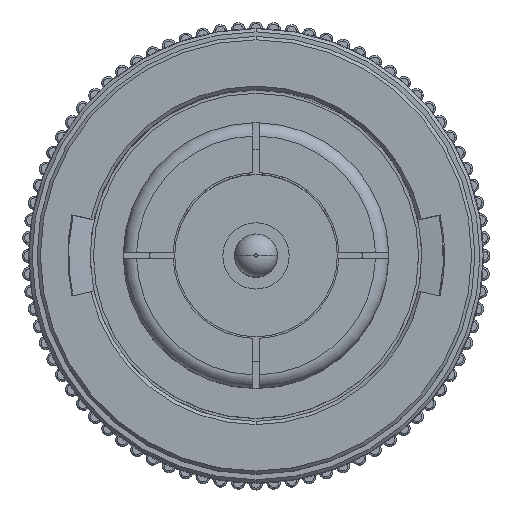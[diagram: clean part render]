
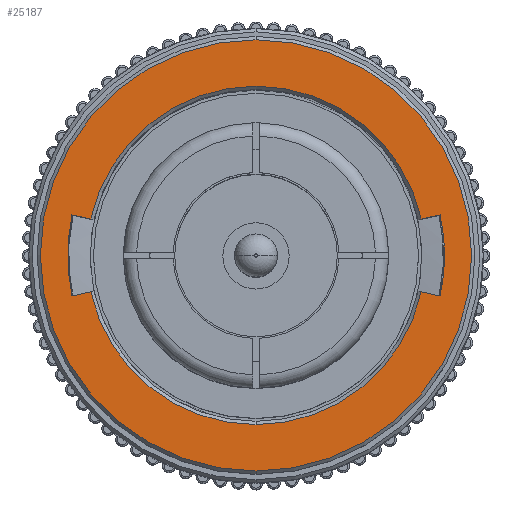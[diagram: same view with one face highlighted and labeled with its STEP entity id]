
A CAD part, top view. The second image highlights one B-rep face of the part: STEP entity #25187.
In plain terms, the highlighted planar face has unit normal (0, 0, 1).
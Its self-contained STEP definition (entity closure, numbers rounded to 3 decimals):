
#80 = DIRECTION ( 'NONE',  ( 0., -1., 0. ) ) ;
#195 = CARTESIAN_POINT ( 'NONE',  ( 0., 0., 13.8 ) ) ;
#337 = VERTEX_POINT ( 'NONE', #29275 ) ;
#767 = CARTESIAN_POINT ( 'NONE',  ( 5.547, 1.222, 13.8 ) ) ;
#1218 = AXIS2_PLACEMENT_3D ( 'NONE', #6153, #22482, #8507 ) ;
#1558 = LINE ( 'NONE', #11860, #25589 ) ;
#1630 = DIRECTION ( 'NONE',  ( 0., 0., 1. ) ) ;
#1885 = ORIENTED_EDGE ( 'NONE', *, *, #24674, .T. ) ;
#2091 = DIRECTION ( 'NONE',  ( 0., -1., 0. ) ) ;
#2525 = DIRECTION ( 'NONE',  ( 0., -1., 0. ) ) ;
#2756 = CARTESIAN_POINT ( 'NONE',  ( 0., 0., 13.8 ) ) ;
#2790 = CARTESIAN_POINT ( 'NONE',  ( -4.981, -1.097, 13.8 ) ) ;
#3049 = ORIENTED_EDGE ( 'NONE', *, *, #15939, .F. ) ;
#3854 = CIRCLE ( 'NONE', #12387, 5.68 ) ;
#3962 = EDGE_LOOP ( 'NONE', ( #22604, #29791 ) ) ;
#4750 = CARTESIAN_POINT ( 'NONE',  ( 0., 0., 13.8 ) ) ;
#4901 = LINE ( 'NONE', #17638, #28265 ) ;
#5014 = VERTEX_POINT ( 'NONE', #29499 ) ;
#5023 = CARTESIAN_POINT ( 'NONE',  ( 4.981, 1.097, 13.8 ) ) ;
#5079 = DIRECTION ( 'NONE',  ( 1., 0., 0. ) ) ;
#5160 = DIRECTION ( 'NONE',  ( -0.977, -0.215, 0. ) ) ;
#5247 = EDGE_CURVE ( 'NONE', #5014, #337, #15214, .T. ) ;
#5271 = CARTESIAN_POINT ( 'NONE',  ( 0., 0., 13.8 ) ) ;
#5475 = ORIENTED_EDGE ( 'NONE', *, *, #16657, .T. ) ;
#6094 = VERTEX_POINT ( 'NONE', #21221 ) ;
#6153 = CARTESIAN_POINT ( 'NONE',  ( 0., 0., 13.8 ) ) ;
#6340 = VECTOR ( 'NONE', #5160, 1000. ) ;
#6341 = DIRECTION ( 'NONE',  ( 0., 0., -1. ) ) ;
#7245 = EDGE_CURVE ( 'NONE', #23313, #17020, #4901, .T. ) ;
#7576 = VECTOR ( 'NONE', #18840, 1000. ) ;
#7626 = DIRECTION ( 'NONE',  ( 1., 0., 0. ) ) ;
#7983 = AXIS2_PLACEMENT_3D ( 'NONE', #5271, #21612, #7626 ) ;
#8024 = ORIENTED_EDGE ( 'NONE', *, *, #26295, .T. ) ;
#8139 = CARTESIAN_POINT ( 'NONE',  ( 5.68, 0., 13.8 ) ) ;
#8507 = DIRECTION ( 'NONE',  ( 0., -1., 0. ) ) ;
#8812 = DIRECTION ( 'NONE',  ( 0., 0., -1. ) ) ;
#9040 = CARTESIAN_POINT ( 'NONE',  ( 0., 6.5, 13.8 ) ) ;
#9233 = CIRCLE ( 'NONE', #18001, 6.5 ) ;
#9358 = AXIS2_PLACEMENT_3D ( 'NONE', #20309, #6341, #22659 ) ;
#10109 = CARTESIAN_POINT ( 'NONE',  ( 0., -6.5, 13.8 ) ) ;
#10331 = CARTESIAN_POINT ( 'NONE',  ( -5.547, -1.222, 13.8 ) ) ;
#10416 = CIRCLE ( 'NONE', #7983, 5.68 ) ;
#11357 = CARTESIAN_POINT ( 'NONE',  ( 0., 6.6, 13.8 ) ) ;
#11385 = VERTEX_POINT ( 'NONE', #2790 ) ;
#11860 = CARTESIAN_POINT ( 'NONE',  ( 0., 0., 13.8 ) ) ;
#12387 = AXIS2_PLACEMENT_3D ( 'NONE', #2756, #19057, #5079 ) ;
#12748 = AXIS2_PLACEMENT_3D ( 'NONE', #22775, #8812, #25123 ) ;
#12810 = VERTEX_POINT ( 'NONE', #27697 ) ;
#13392 = VERTEX_POINT ( 'NONE', #10331 ) ;
#13690 = CIRCLE ( 'NONE', #29876, 6.5 ) ;
#14020 = DIRECTION ( 'NONE',  ( 0., 0., 1. ) ) ;
#15214 = CIRCLE ( 'NONE', #1218, 5.1 ) ;
#15327 = VERTEX_POINT ( 'NONE', #10109 ) ;
#15569 = CARTESIAN_POINT ( 'NONE',  ( 0., 0., 13.8 ) ) ;
#15939 = EDGE_CURVE ( 'NONE', #17414, #13392, #10416, .T. ) ;
#16030 = DIRECTION ( 'NONE',  ( 0., 0., 1. ) ) ;
#16125 = EDGE_CURVE ( 'NONE', #15327, #26117, #13690, .T. ) ;
#16393 = ORIENTED_EDGE ( 'NONE', *, *, #21384, .T. ) ;
#16475 = DIRECTION ( 'NONE',  ( 0., 0., -1. ) ) ;
#16657 = EDGE_CURVE ( 'NONE', #12810, #23313, #17329, .T. ) ;
#17020 = VERTEX_POINT ( 'NONE', #767 ) ;
#17329 = CIRCLE ( 'NONE', #9358, 5.1 ) ;
#17414 = VERTEX_POINT ( 'NONE', #25863 ) ;
#17638 = CARTESIAN_POINT ( 'NONE',  ( 0., 0., 13.8 ) ) ;
#17702 = FACE_OUTER_BOUND ( 'NONE', #3962, .T. ) ;
#17844 = EDGE_CURVE ( 'NONE', #26117, #15327, #9233, .T. ) ;
#17912 = DIRECTION ( 'NONE',  ( 0., -1., 0. ) ) ;
#18001 = AXIS2_PLACEMENT_3D ( 'NONE', #27985, #14020, #80 ) ;
#18751 = LINE ( 'NONE', #23725, #6340 ) ;
#18812 = ORIENTED_EDGE ( 'NONE', *, *, #22720, .F. ) ;
#18840 = DIRECTION ( 'NONE',  ( 0.977, -0.215, 0. ) ) ;
#19036 = AXIS2_PLACEMENT_3D ( 'NONE', #11357, #16030, #2091 ) ;
#19057 = DIRECTION ( 'NONE',  ( 0., 0., -1. ) ) ;
#19282 = EDGE_CURVE ( 'NONE', #12810, #17414, #1558, .T. ) ;
#19611 = CIRCLE ( 'NONE', #12748, 5.68 ) ;
#19987 = DIRECTION ( 'NONE',  ( 0.977, 0.215, 0. ) ) ;
#20309 = CARTESIAN_POINT ( 'NONE',  ( 0., 0., 13.8 ) ) ;
#21139 = VERTEX_POINT ( 'NONE', #8139 ) ;
#21221 = CARTESIAN_POINT ( 'NONE',  ( 5.547, -1.222, 13.8 ) ) ;
#21384 = EDGE_CURVE ( 'NONE', #337, #11385, #25082, .T. ) ;
#21612 = DIRECTION ( 'NONE',  ( 0., 0., 1. ) ) ;
#22482 = DIRECTION ( 'NONE',  ( 0., 0., -1. ) ) ;
#22604 = ORIENTED_EDGE ( 'NONE', *, *, #17844, .T. ) ;
#22659 = DIRECTION ( 'NONE',  ( 0., -1., 0. ) ) ;
#22720 = EDGE_CURVE ( 'NONE', #5014, #6094, #26175, .T. ) ;
#22775 = CARTESIAN_POINT ( 'NONE',  ( 0., 0., 13.8 ) ) ;
#23054 = EDGE_CURVE ( 'NONE', #17020, #21139, #19611, .T. ) ;
#23313 = VERTEX_POINT ( 'NONE', #5023 ) ;
#23630 = ORIENTED_EDGE ( 'NONE', *, *, #23054, .T. ) ;
#23725 = CARTESIAN_POINT ( 'NONE',  ( 0., 0., 13.8 ) ) ;
#23754 = ORIENTED_EDGE ( 'NONE', *, *, #7245, .T. ) ;
#23907 = FACE_BOUND ( 'NONE', #28419, .T. ) ;
#24373 = ORIENTED_EDGE ( 'NONE', *, *, #19282, .F. ) ;
#24674 = EDGE_CURVE ( 'NONE', #21139, #6094, #3854, .T. ) ;
#25082 = CIRCLE ( 'NONE', #26181, 5.1 ) ;
#25123 = DIRECTION ( 'NONE',  ( 1., 0., 0. ) ) ;
#25187 = ADVANCED_FACE ( 'NONE', ( #23907, #17702 ), #27654, .T. ) ;
#25502 = ORIENTED_EDGE ( 'NONE', *, *, #5247, .T. ) ;
#25589 = VECTOR ( 'NONE', #28175, 1000. ) ;
#25863 = CARTESIAN_POINT ( 'NONE',  ( -5.547, 1.222, 13.8 ) ) ;
#26117 = VERTEX_POINT ( 'NONE', #9040 ) ;
#26175 = LINE ( 'NONE', #4750, #7576 ) ;
#26181 = AXIS2_PLACEMENT_3D ( 'NONE', #195, #16475, #2525 ) ;
#26295 = EDGE_CURVE ( 'NONE', #11385, #13392, #18751, .T. ) ;
#27654 = PLANE ( 'NONE',  #19036 ) ;
#27697 = CARTESIAN_POINT ( 'NONE',  ( -4.981, 1.097, 13.8 ) ) ;
#27985 = CARTESIAN_POINT ( 'NONE',  ( 0., 0., 13.8 ) ) ;
#28175 = DIRECTION ( 'NONE',  ( -0.977, 0.215, 0. ) ) ;
#28265 = VECTOR ( 'NONE', #19987, 1000. ) ;
#28419 = EDGE_LOOP ( 'NONE', ( #5475, #23754, #23630, #1885, #18812, #25502, #16393, #8024, #3049, #24373 ) ) ;
#29275 = CARTESIAN_POINT ( 'NONE',  ( 0., -5.1, 13.8 ) ) ;
#29499 = CARTESIAN_POINT ( 'NONE',  ( 4.981, -1.097, 13.8 ) ) ;
#29791 = ORIENTED_EDGE ( 'NONE', *, *, #16125, .T. ) ;
#29876 = AXIS2_PLACEMENT_3D ( 'NONE', #15569, #1630, #17912 ) ;
